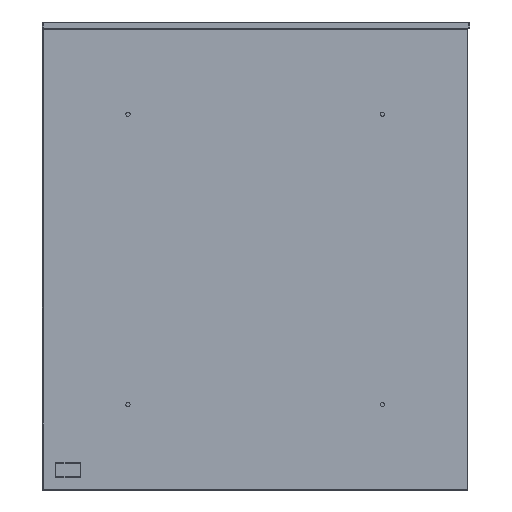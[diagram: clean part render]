
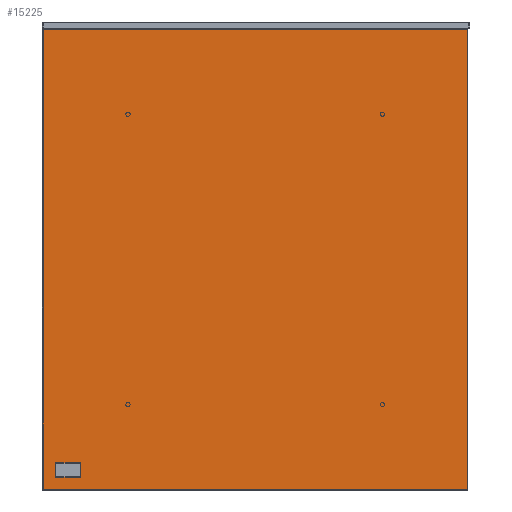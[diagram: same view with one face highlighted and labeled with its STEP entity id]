
A CAD part, left-side view. The second image highlights one B-rep face of the part: STEP entity #15225.
In plain terms, the highlighted planar face has unit normal (-1, 0, 0).
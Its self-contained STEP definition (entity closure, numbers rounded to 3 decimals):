
#14963=CARTESIAN_POINT('',(-4950.693,10231.25,-596.869));
#14964=VERTEX_POINT('',#14963);
#14965=CARTESIAN_POINT('',(-4950.693,10231.25,-59.131));
#14966=VERTEX_POINT('',#14965);
#14967=CARTESIAN_POINT('',(-4950.693,10231.25,-596.869));
#14968=DIRECTION('',(0.0,0.0,1.0));
#14969=VECTOR('',#14968,537.737);
#14970=LINE('',#14967,#14969);
#14971=EDGE_CURVE('',#14964,#14966,#14970,.T.);
#14994=CARTESIAN_POINT('',(-4950.693,10230.919,-58.8));
#14995=VERTEX_POINT('',#14994);
#14996=CARTESIAN_POINT('',(-4950.693,10231.25,-59.131));
#14997=DIRECTION('',(0.0,-0.707,0.707));
#14998=VECTOR('',#14997,0.469);
#14999=LINE('',#14996,#14998);
#15000=EDGE_CURVE('',#14966,#14995,#14999,.T.);
#15018=CARTESIAN_POINT('',(-4950.693,9735.181,-58.8));
#15019=VERTEX_POINT('',#15018);
#15020=CARTESIAN_POINT('',(-4950.693,10230.919,-58.8));
#15021=DIRECTION('',(0.0,-1.0,0.0));
#15022=VECTOR('',#15021,495.737);
#15023=LINE('',#15020,#15022);
#15024=EDGE_CURVE('',#14995,#15019,#15023,.T.);
#15051=CARTESIAN_POINT('',(-4950.693,9734.85,-59.131));
#15052=VERTEX_POINT('',#15051);
#15053=CARTESIAN_POINT('',(-4950.693,9735.181,-58.8));
#15054=DIRECTION('',(0.0,-0.707,-0.707));
#15055=VECTOR('',#15054,0.469);
#15056=LINE('',#15053,#15055);
#15057=EDGE_CURVE('',#15019,#15052,#15056,.T.);
#15082=CARTESIAN_POINT('',(-4950.693,9734.85,-596.869));
#15083=VERTEX_POINT('',#15082);
#15084=CARTESIAN_POINT('',(-4950.693,9734.85,-59.131));
#15085=DIRECTION('',(0.0,0.0,-1.0));
#15086=VECTOR('',#15085,537.737);
#15087=LINE('',#15084,#15086);
#15088=EDGE_CURVE('',#15052,#15083,#15087,.T.);
#15113=CARTESIAN_POINT('',(-4950.693,9735.181,-597.2));
#15114=VERTEX_POINT('',#15113);
#15115=CARTESIAN_POINT('',(-4950.693,9734.85,-596.869));
#15116=DIRECTION('',(0.0,0.707,-0.707));
#15117=VECTOR('',#15116,0.469);
#15118=LINE('',#15115,#15117);
#15119=EDGE_CURVE('',#15083,#15114,#15118,.T.);
#15142=CARTESIAN_POINT('',(-4950.693,10230.919,-597.2));
#15143=VERTEX_POINT('',#15142);
#15144=CARTESIAN_POINT('',(-4950.693,9735.181,-597.2));
#15145=DIRECTION('',(0.0,1.0,0.0));
#15146=VECTOR('',#15145,495.737);
#15147=LINE('',#15144,#15146);
#15148=EDGE_CURVE('',#15114,#15143,#15147,.T.);
#15166=CARTESIAN_POINT('',(-4950.693,10230.919,-597.2));
#15167=DIRECTION('',(0.0,0.707,0.707));
#15168=VECTOR('',#15167,0.469);
#15169=LINE('',#15166,#15168);
#15170=EDGE_CURVE('',#15143,#14964,#15169,.T.);
#15210=CARTESIAN_POINT('',(-4950.693,9983.05,-597.201));
#15211=DIRECTION('',(-1.0,0.0,0.0));
#15212=DIRECTION('',(0.0,0.0,1.0));
#15213=AXIS2_PLACEMENT_3D('',#15210,#15211,#15212);
#15214=PLANE('',#15213);
#15215=ORIENTED_EDGE('',*,*,#14971,.F.);
#15216=ORIENTED_EDGE('',*,*,#15170,.F.);
#15217=ORIENTED_EDGE('',*,*,#15148,.F.);
#15218=ORIENTED_EDGE('',*,*,#15119,.F.);
#15219=ORIENTED_EDGE('',*,*,#15088,.F.);
#15220=ORIENTED_EDGE('',*,*,#15057,.F.);
#15221=ORIENTED_EDGE('',*,*,#15024,.F.);
#15222=ORIENTED_EDGE('',*,*,#15000,.F.);
#15223=EDGE_LOOP('',(#15215,#15216,#15217,#15218,#15219,#15220,#15221,#15222));
#15224=FACE_OUTER_BOUND('',#15223,.T.);
#15225=ADVANCED_FACE('',(#15224),#15214,.T.);
